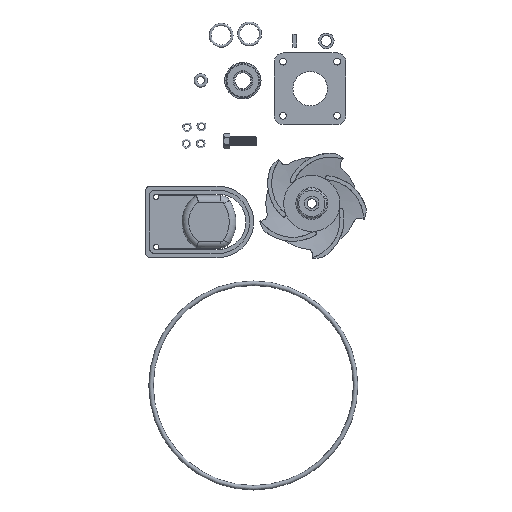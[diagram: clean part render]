
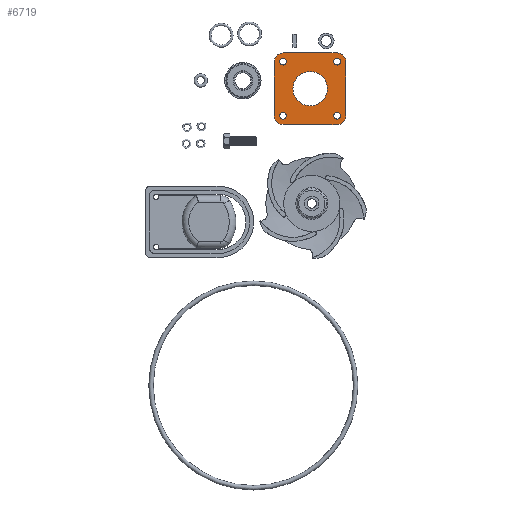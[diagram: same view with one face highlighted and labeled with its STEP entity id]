
A CAD part, left-side view. The second image highlights one B-rep face of the part: STEP entity #6719.
In plain terms, the highlighted face is planar.
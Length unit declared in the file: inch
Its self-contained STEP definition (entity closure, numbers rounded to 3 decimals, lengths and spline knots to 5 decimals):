
#437=FACE_BOUND('',#1478,.T.);
#438=FACE_BOUND('',#1479,.T.);
#439=FACE_BOUND('',#1480,.T.);
#440=FACE_BOUND('',#1481,.T.);
#441=FACE_BOUND('',#1482,.T.);
#726=PLANE('',#7721);
#1087=FACE_OUTER_BOUND('',#1477,.T.);
#1477=EDGE_LOOP('',(#6196,#6197,#6198,#6199,#6200,#6201,#6202,#6203));
#1478=EDGE_LOOP('',(#6204));
#1479=EDGE_LOOP('',(#6205));
#1480=EDGE_LOOP('',(#6206));
#1481=EDGE_LOOP('',(#6207));
#1482=EDGE_LOOP('',(#6208));
#1840=LINE('',#14737,#2201);
#1844=LINE('',#14749,#2205);
#1848=LINE('',#14761,#2209);
#1852=LINE('',#14772,#2213);
#2201=VECTOR('',#9401,0.3937);
#2205=VECTOR('',#9413,0.3937);
#2209=VECTOR('',#9425,0.3937);
#2213=VECTOR('',#9437,0.3937);
#2529=CIRCLE('',#7692,0.815);
#2531=CIRCLE('',#7695,0.1615);
#2533=CIRCLE('',#7698,0.1615);
#2535=CIRCLE('',#7701,0.1615);
#2537=CIRCLE('',#7704,0.1615);
#2538=CIRCLE('',#7706,0.42);
#2540=CIRCLE('',#7710,0.42);
#2542=CIRCLE('',#7714,0.42);
#2544=CIRCLE('',#7718,0.42);
#3196=VERTEX_POINT('',#14699);
#3198=VERTEX_POINT('',#14705);
#3200=VERTEX_POINT('',#14711);
#3202=VERTEX_POINT('',#14717);
#3204=VERTEX_POINT('',#14723);
#3205=VERTEX_POINT('',#14727);
#3206=VERTEX_POINT('',#14728);
#3209=VERTEX_POINT('',#14736);
#3211=VERTEX_POINT('',#14742);
#3213=VERTEX_POINT('',#14748);
#3215=VERTEX_POINT('',#14754);
#3217=VERTEX_POINT('',#14760);
#3219=VERTEX_POINT('',#14766);
#4185=EDGE_CURVE('',#3196,#3196,#2529,.T.);
#4188=EDGE_CURVE('',#3198,#3198,#2531,.T.);
#4191=EDGE_CURVE('',#3200,#3200,#2533,.T.);
#4194=EDGE_CURVE('',#3202,#3202,#2535,.T.);
#4197=EDGE_CURVE('',#3204,#3204,#2537,.T.);
#4198=EDGE_CURVE('',#3205,#3206,#2538,.T.);
#4202=EDGE_CURVE('',#3206,#3209,#1840,.T.);
#4205=EDGE_CURVE('',#3209,#3211,#2540,.T.);
#4208=EDGE_CURVE('',#3211,#3213,#1844,.T.);
#4211=EDGE_CURVE('',#3213,#3215,#2542,.T.);
#4214=EDGE_CURVE('',#3215,#3217,#1848,.T.);
#4217=EDGE_CURVE('',#3217,#3219,#2544,.T.);
#4220=EDGE_CURVE('',#3219,#3205,#1852,.T.);
#6196=ORIENTED_EDGE('',*,*,#4198,.F.);
#6197=ORIENTED_EDGE('',*,*,#4220,.F.);
#6198=ORIENTED_EDGE('',*,*,#4217,.F.);
#6199=ORIENTED_EDGE('',*,*,#4214,.F.);
#6200=ORIENTED_EDGE('',*,*,#4211,.F.);
#6201=ORIENTED_EDGE('',*,*,#4208,.F.);
#6202=ORIENTED_EDGE('',*,*,#4205,.F.);
#6203=ORIENTED_EDGE('',*,*,#4202,.F.);
#6204=ORIENTED_EDGE('',*,*,#4185,.T.);
#6205=ORIENTED_EDGE('',*,*,#4188,.T.);
#6206=ORIENTED_EDGE('',*,*,#4191,.T.);
#6207=ORIENTED_EDGE('',*,*,#4194,.T.);
#6208=ORIENTED_EDGE('',*,*,#4197,.T.);
#6719=ADVANCED_FACE('',(#1087,#437,#438,#439,#440,#441),#726,.T.);
#7692=AXIS2_PLACEMENT_3D('',#14701,#9361,#9362);
#7695=AXIS2_PLACEMENT_3D('',#14707,#9368,#9369);
#7698=AXIS2_PLACEMENT_3D('',#14713,#9375,#9376);
#7701=AXIS2_PLACEMENT_3D('',#14719,#9382,#9383);
#7704=AXIS2_PLACEMENT_3D('',#14725,#9389,#9390);
#7706=AXIS2_PLACEMENT_3D('',#14729,#9393,#9394);
#7710=AXIS2_PLACEMENT_3D('',#14743,#9406,#9407);
#7714=AXIS2_PLACEMENT_3D('',#14755,#9418,#9419);
#7718=AXIS2_PLACEMENT_3D('',#14767,#9430,#9431);
#7721=AXIS2_PLACEMENT_3D('',#14774,#9439,#9440);
#9361=DIRECTION('center_axis',(0.,0.,-1.));
#9362=DIRECTION('ref_axis',(-1.,0.,0.));
#9368=DIRECTION('center_axis',(0.,0.,-1.));
#9369=DIRECTION('ref_axis',(-1.,0.,0.));
#9375=DIRECTION('center_axis',(0.,0.,-1.));
#9376=DIRECTION('ref_axis',(-1.,0.,0.));
#9382=DIRECTION('center_axis',(0.,0.,-1.));
#9383=DIRECTION('ref_axis',(-1.,0.,0.));
#9389=DIRECTION('center_axis',(0.,0.,-1.));
#9390=DIRECTION('ref_axis',(-1.,0.,0.));
#9393=DIRECTION('center_axis',(0.,0.,-1.));
#9394=DIRECTION('ref_axis',(-1.,0.,0.));
#9401=DIRECTION('',(0.,-1.,0.));
#9406=DIRECTION('center_axis',(0.,0.,-1.));
#9407=DIRECTION('ref_axis',(0.,1.,0.));
#9413=DIRECTION('',(-1.,0.,0.));
#9418=DIRECTION('center_axis',(0.,0.,-1.));
#9419=DIRECTION('ref_axis',(1.,0.,0.));
#9425=DIRECTION('',(0.,1.,0.));
#9430=DIRECTION('center_axis',(0.,0.,-1.));
#9431=DIRECTION('ref_axis',(0.,-1.,0.));
#9437=DIRECTION('',(1.,0.,0.));
#9439=DIRECTION('center_axis',(0.,0.,1.));
#9440=DIRECTION('ref_axis',(1.,0.,0.));
#14699=CARTESIAN_POINT('',(0.815,0.,0.03125));
#14701=CARTESIAN_POINT('Origin',(0.,0.,0.03125));
#14705=CARTESIAN_POINT('',(-1.12013,-1.28163,0.03125));
#14707=CARTESIAN_POINT('Origin',(-1.28163,-1.28163,0.03125));
#14711=CARTESIAN_POINT('',(1.44313,-1.28163,0.03125));
#14713=CARTESIAN_POINT('Origin',(1.28163,-1.28163,0.03125));
#14717=CARTESIAN_POINT('',(1.44313,1.28163,0.03125));
#14719=CARTESIAN_POINT('Origin',(1.28163,1.28163,0.03125));
#14723=CARTESIAN_POINT('',(-1.12013,1.28163,0.03125));
#14725=CARTESIAN_POINT('Origin',(-1.28163,1.28163,0.03125));
#14727=CARTESIAN_POINT('',(1.2765,1.6965,0.03125));
#14728=CARTESIAN_POINT('',(1.6965,1.2765,0.03125));
#14729=CARTESIAN_POINT('Origin',(1.2765,1.2765,0.03125));
#14736=CARTESIAN_POINT('',(1.6965,-1.2765,0.03125));
#14737=CARTESIAN_POINT('',(1.6965,1.2765,0.03125));
#14742=CARTESIAN_POINT('',(1.2765,-1.6965,0.03125));
#14743=CARTESIAN_POINT('Origin',(1.2765,-1.2765,0.03125));
#14748=CARTESIAN_POINT('',(-1.2765,-1.6965,0.03125));
#14749=CARTESIAN_POINT('',(1.2765,-1.6965,0.03125));
#14754=CARTESIAN_POINT('',(-1.6965,-1.2765,0.03125));
#14755=CARTESIAN_POINT('Origin',(-1.2765,-1.2765,0.03125));
#14760=CARTESIAN_POINT('',(-1.6965,1.2765,0.03125));
#14761=CARTESIAN_POINT('',(-1.6965,-1.2765,0.03125));
#14766=CARTESIAN_POINT('',(-1.2765,1.6965,0.03125));
#14767=CARTESIAN_POINT('Origin',(-1.2765,1.2765,0.03125));
#14772=CARTESIAN_POINT('',(-1.2765,1.6965,0.03125));
#14774=CARTESIAN_POINT('Origin',(0.,0.,
0.03125));
